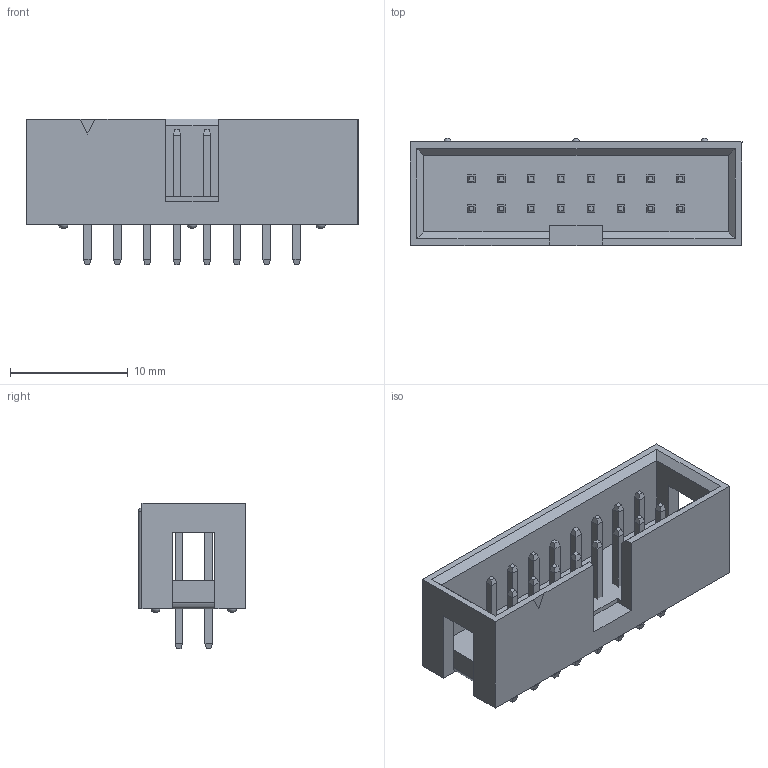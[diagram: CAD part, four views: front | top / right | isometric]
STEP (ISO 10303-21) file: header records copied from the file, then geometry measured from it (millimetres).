
FILE_DESCRIPTION(('STEP AP214'), '1');
FILE_NAME('DS1013-10SSiB', '2017-07-15T11:52:15', ('Nobody'), (''), 'ASCON STEP Converter 1.3', 'ASCON Math Kernel', '');
FILE_SCHEMA(('AUTOMOTIVE_DESIGN { 1 0 10303 214 3 1 1}'));
Length unit declared in the file: millimetre
Assembly tree (17 placements, depth 2):
  (unnamed)
    (unnamed)
    (unnamed)  x16
Bounding box: 28.22 x 9.1 x 12.4 mm (x, y, z)
Volume: 1063.3 mm3; surface area: 2045.2 mm2
Topology: 17 solids, 17 shells, 418 faces, 905 edges, 536 vertices
Faces by surface type: plane 404, torus 6, cylinder 5, sphere 3
Entity records: 7875 total; most frequent: CARTESIAN_POINT 998, DIRECTION 956, ORIENTED_EDGE 952, EDGE_CURVE 476, LINE 448, VECTOR 448, VERTEX_POINT 296, AXIS2_PLACEMENT_3D 254
